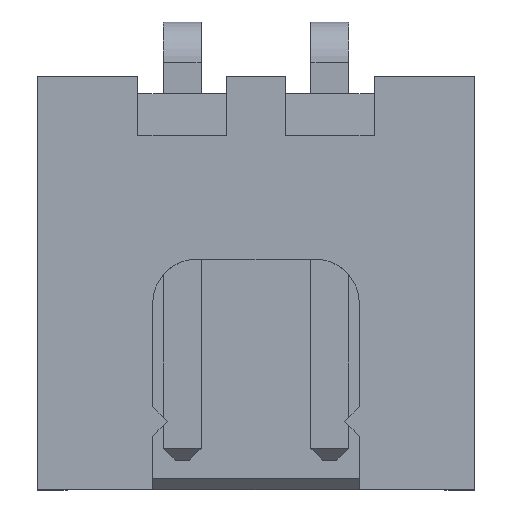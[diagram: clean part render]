
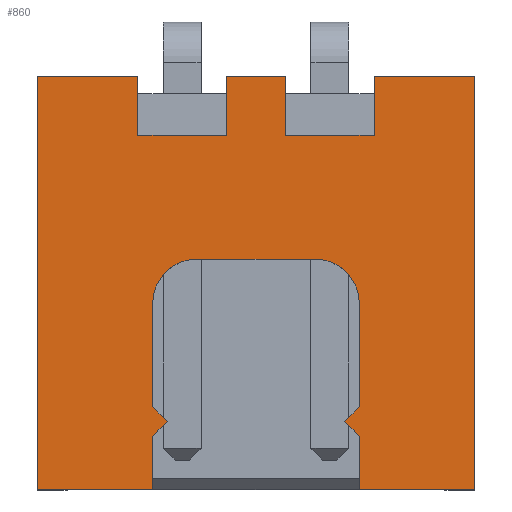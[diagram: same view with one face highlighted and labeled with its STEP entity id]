
A CAD part, top view. The second image highlights one B-rep face of the part: STEP entity #860.
In plain terms, the highlighted planar face has unit normal (0, 0, 1).
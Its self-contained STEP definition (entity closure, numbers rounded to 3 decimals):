
#770=CIRCLE('',#2770,0.75);
#771=CIRCLE('',#2773,0.75);
#860=ADVANCED_FACE('',(#1051),#953,.F.);
#953=PLANE('',#2797);
#1051=FACE_OUTER_BOUND('',#1156,.T.);
#1156=EDGE_LOOP('',(#1608,#1609,#1610,#1611,#1612,#1613,#1614,#1615,#1616,
#1617,#1618,#1619,#1620,#1621,#1622,#1623,#1624,#1625,#1626,#1627,#1628,
#1629,#1630,#1631));
#1608=ORIENTED_EDGE('',*,*,#2142,.T.);
#1609=ORIENTED_EDGE('',*,*,#2134,.T.);
#1610=ORIENTED_EDGE('',*,*,#2143,.F.);
#1611=ORIENTED_EDGE('',*,*,#2144,.T.);
#1612=ORIENTED_EDGE('',*,*,#2145,.T.);
#1613=ORIENTED_EDGE('',*,*,#2141,.T.);
#1614=ORIENTED_EDGE('',*,*,#2146,.F.);
#1615=ORIENTED_EDGE('',*,*,#2147,.T.);
#1616=ORIENTED_EDGE('',*,*,#2148,.T.);
#1617=ORIENTED_EDGE('',*,*,#2097,.F.);
#1618=ORIENTED_EDGE('',*,*,#2095,.F.);
#1619=ORIENTED_EDGE('',*,*,#2092,.F.);
#1620=ORIENTED_EDGE('',*,*,#2089,.F.);
#1621=ORIENTED_EDGE('',*,*,#2086,.F.);
#1622=ORIENTED_EDGE('',*,*,#2081,.F.);
#1623=ORIENTED_EDGE('',*,*,#2079,.T.);
#1624=ORIENTED_EDGE('',*,*,#2076,.T.);
#1625=ORIENTED_EDGE('',*,*,#2072,.T.);
#1626=ORIENTED_EDGE('',*,*,#2069,.T.);
#1627=ORIENTED_EDGE('',*,*,#2066,.T.);
#1628=ORIENTED_EDGE('',*,*,#2063,.T.);
#1629=ORIENTED_EDGE('',*,*,#2061,.F.);
#1630=ORIENTED_EDGE('',*,*,#2127,.F.);
#1631=ORIENTED_EDGE('',*,*,#2149,.T.);
#1828=VERTEX_POINT('',#3633);
#1829=VERTEX_POINT('',#3635);
#1830=VERTEX_POINT('',#3639);
#1832=VERTEX_POINT('',#3645);
#1834=VERTEX_POINT('',#3651);
#1836=VERTEX_POINT('',#3657);
#1839=VERTEX_POINT('',#3665);
#1841=VERTEX_POINT('',#3671);
#1842=VERTEX_POINT('',#3675);
#1844=VERTEX_POINT('',#3681);
#1846=VERTEX_POINT('',#3687);
#1848=VERTEX_POINT('',#3693);
#1850=VERTEX_POINT('',#3699);
#1853=VERTEX_POINT('',#3707);
#1871=VERTEX_POINT('',#3765);
#1876=VERTEX_POINT('',#3778);
#1877=VERTEX_POINT('',#3780);
#1882=VERTEX_POINT('',#3793);
#1883=VERTEX_POINT('',#3795);
#1884=VERTEX_POINT('',#3799);
#1885=VERTEX_POINT('',#3801);
#1886=VERTEX_POINT('',#3803);
#1887=VERTEX_POINT('',#3806);
#1888=VERTEX_POINT('',#3808);
#2061=EDGE_CURVE('',#1828,#1829,#2325,.T.);
#2063=EDGE_CURVE('',#1830,#1829,#2327,.T.);
#2066=EDGE_CURVE('',#1832,#1830,#2330,.T.);
#2069=EDGE_CURVE('',#1834,#1832,#2333,.T.);
#2072=EDGE_CURVE('',#1836,#1834,#2336,.T.);
#2076=EDGE_CURVE('',#1839,#1836,#770,.T.);
#2079=EDGE_CURVE('',#1841,#1839,#2341,.T.);
#2081=EDGE_CURVE('',#1841,#1842,#771,.T.);
#2086=EDGE_CURVE('',#1842,#1844,#2346,.T.);
#2089=EDGE_CURVE('',#1844,#1846,#2349,.T.);
#2092=EDGE_CURVE('',#1846,#1848,#2352,.T.);
#2095=EDGE_CURVE('',#1848,#1850,#2355,.T.);
#2097=EDGE_CURVE('',#1850,#1853,#2357,.T.);
#2127=EDGE_CURVE('',#1871,#1828,#2386,.T.);
#2134=EDGE_CURVE('',#1876,#1877,#2393,.T.);
#2141=EDGE_CURVE('',#1882,#1883,#2400,.T.);
#2142=EDGE_CURVE('',#1884,#1876,#2401,.T.);
#2143=EDGE_CURVE('',#1885,#1877,#2402,.T.);
#2144=EDGE_CURVE('',#1885,#1886,#2403,.T.);
#2145=EDGE_CURVE('',#1886,#1882,#2404,.T.);
#2146=EDGE_CURVE('',#1887,#1883,#2405,.T.);
#2147=EDGE_CURVE('',#1887,#1888,#2406,.T.);
#2148=EDGE_CURVE('',#1888,#1853,#2407,.T.);
#2149=EDGE_CURVE('',#1871,#1884,#2408,.T.);
#2325=LINE('',#3634,#2584);
#2327=LINE('',#3638,#2586);
#2330=LINE('',#3644,#2589);
#2333=LINE('',#3650,#2592);
#2336=LINE('',#3656,#2595);
#2341=LINE('',#3670,#2600);
#2346=LINE('',#3684,#2605);
#2349=LINE('',#3690,#2608);
#2352=LINE('',#3696,#2611);
#2355=LINE('',#3702,#2614);
#2357=LINE('',#3706,#2616);
#2386=LINE('',#3766,#2645);
#2393=LINE('',#3781,#2652);
#2400=LINE('',#3796,#2659);
#2401=LINE('',#3798,#2660);
#2402=LINE('',#3800,#2661);
#2403=LINE('',#3802,#2662);
#2404=LINE('',#3804,#2663);
#2405=LINE('',#3805,#2664);
#2406=LINE('',#3807,#2665);
#2407=LINE('',#3809,#2666);
#2408=LINE('',#3810,#2667);
#2584=VECTOR('',#3101,1.);
#2586=VECTOR('',#3105,1.);
#2589=VECTOR('',#3110,1.);
#2592=VECTOR('',#3115,1.);
#2595=VECTOR('',#3120,1.);
#2600=VECTOR('',#3133,1.);
#2605=VECTOR('',#3146,1.);
#2608=VECTOR('',#3151,1.);
#2611=VECTOR('',#3156,1.);
#2614=VECTOR('',#3161,1.);
#2616=VECTOR('',#3165,1.);
#2645=VECTOR('',#3218,1.);
#2652=VECTOR('',#3229,1.);
#2659=VECTOR('',#3240,1.);
#2660=VECTOR('',#3243,1.);
#2661=VECTOR('',#3244,1.);
#2662=VECTOR('',#3245,1.);
#2663=VECTOR('',#3246,1.);
#2664=VECTOR('',#3247,1.);
#2665=VECTOR('',#3248,1.);
#2666=VECTOR('',#3249,1.);
#2667=VECTOR('',#3250,1.);
#2770=AXIS2_PLACEMENT_3D('',#3664,#3127,#3128);
#2773=AXIS2_PLACEMENT_3D('',#3674,#3137,#3138);
#2797=AXIS2_PLACEMENT_3D('',#3811,#3251,#3252);
#3101=DIRECTION('',(-1.,0.,0.));
#3105=DIRECTION('',(0.,-1.,0.));
#3110=DIRECTION('',(0.707,-0.707,0.));
#3115=DIRECTION('',(-0.707,-0.707,0.));
#3120=DIRECTION('',(0.,-1.,0.));
#3127=DIRECTION('',(0.,0.,-1.));
#3128=DIRECTION('',(0.,-1.,0.));
#3133=DIRECTION('',(1.,0.,0.));
#3137=DIRECTION('',(0.,0.,1.));
#3138=DIRECTION('',(0.,-1.,0.));
#3146=DIRECTION('',(0.,-1.,0.));
#3151=DIRECTION('',(0.707,-0.707,0.));
#3156=DIRECTION('',(-0.707,-0.707,0.));
#3161=DIRECTION('',(0.,-1.,0.));
#3165=DIRECTION('',(-1.,0.,0.));
#3218=DIRECTION('',(0.,-1.,0.));
#3229=DIRECTION('',(-1.,0.,0.));
#3240=DIRECTION('',(-1.,0.,0.));
#3243=DIRECTION('',(0.,-1.,0.));
#3244=DIRECTION('',(0.,-1.,0.));
#3245=DIRECTION('',(-1.,0.,0.));
#3246=DIRECTION('',(0.,-1.,0.));
#3247=DIRECTION('',(0.,-1.,0.));
#3248=DIRECTION('',(-1.,0.,0.));
#3249=DIRECTION('',(0.,-1.,0.));
#3250=DIRECTION('',(-1.,0.,0.));
#3251=DIRECTION('',(0.,0.,-1.));
#3252=DIRECTION('',(-1.,0.,0.));
#3633=CARTESIAN_POINT('',(4.95,-7.6,6.1));
#3634=CARTESIAN_POINT('',(4.95,-7.6,6.1));
#3635=CARTESIAN_POINT('',(3.,-7.6,6.1));
#3638=CARTESIAN_POINT('',(3.,-6.7,6.1));
#3639=CARTESIAN_POINT('',(3.,-6.7,6.1));
#3644=CARTESIAN_POINT('',(2.75,-6.45,6.1));
#3645=CARTESIAN_POINT('',(2.75,-6.45,6.1));
#3650=CARTESIAN_POINT('',(3.,-6.2,6.1));
#3651=CARTESIAN_POINT('',(3.,-6.2,6.1));
#3656=CARTESIAN_POINT('',(3.,-3.7,6.1));
#3657=CARTESIAN_POINT('',(3.,-4.45,6.1));
#3664=CARTESIAN_POINT('',(2.25,-4.45,6.1));
#3665=CARTESIAN_POINT('',(2.25,-3.7,6.1));
#3670=CARTESIAN_POINT('',(1.25,-3.7,6.1));
#3671=CARTESIAN_POINT('',(0.25,-3.7,6.1));
#3674=CARTESIAN_POINT('',(0.25,-4.45,6.1));
#3675=CARTESIAN_POINT('',(-0.5,-4.45,6.1));
#3681=CARTESIAN_POINT('',(-0.5,-6.2,6.1));
#3684=CARTESIAN_POINT('',(-0.5,-3.7,6.1));
#3687=CARTESIAN_POINT('',(-0.25,-6.45,6.1));
#3690=CARTESIAN_POINT('',(-0.5,-6.2,6.1));
#3693=CARTESIAN_POINT('',(-0.5,-6.7,6.1));
#3696=CARTESIAN_POINT('',(-0.25,-6.45,6.1));
#3699=CARTESIAN_POINT('',(-0.5,-7.6,6.1));
#3702=CARTESIAN_POINT('',(-0.5,-6.7,6.1));
#3706=CARTESIAN_POINT('',(4.95,-7.6,6.1));
#3707=CARTESIAN_POINT('',(-2.45,-7.6,6.1));
#3765=CARTESIAN_POINT('',(4.95,-0.6,6.1));
#3766=CARTESIAN_POINT('',(4.95,-0.6,6.1));
#3778=CARTESIAN_POINT('',(3.25,-1.6,6.1));
#3780=CARTESIAN_POINT('',(1.75,-1.6,6.1));
#3781=CARTESIAN_POINT('',(3.25,-1.6,6.1));
#3793=CARTESIAN_POINT('',(0.75,-1.6,6.1));
#3795=CARTESIAN_POINT('',(-0.75,-1.6,6.1));
#3796=CARTESIAN_POINT('',(0.75,-1.6,6.1));
#3798=CARTESIAN_POINT('',(3.25,-0.6,6.1));
#3799=CARTESIAN_POINT('',(3.25,-0.6,6.1));
#3800=CARTESIAN_POINT('',(1.75,-0.6,6.1));
#3801=CARTESIAN_POINT('',(1.75,-0.6,6.1));
#3802=CARTESIAN_POINT('',(4.95,-0.6,6.1));
#3803=CARTESIAN_POINT('',(0.75,-0.6,6.1));
#3804=CARTESIAN_POINT('',(0.75,-0.6,6.1));
#3805=CARTESIAN_POINT('',(-0.75,-0.6,6.1));
#3806=CARTESIAN_POINT('',(-0.75,-0.6,6.1));
#3807=CARTESIAN_POINT('',(4.95,-0.6,6.1));
#3808=CARTESIAN_POINT('',(-2.45,-0.6,6.1));
#3809=CARTESIAN_POINT('',(-2.45,-0.6,6.1));
#3810=CARTESIAN_POINT('',(4.95,-0.6,6.1));
#3811=CARTESIAN_POINT('',(4.95,-0.6,6.1));
